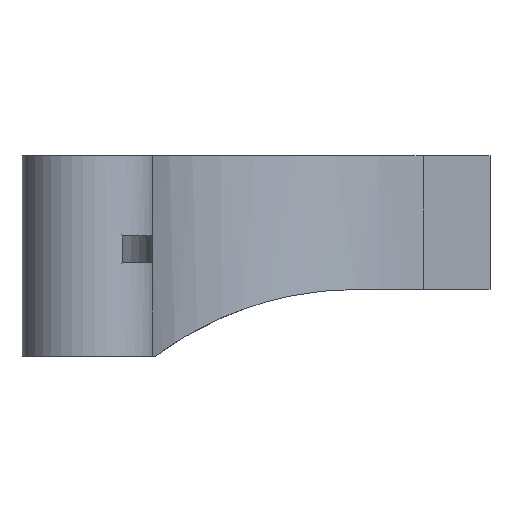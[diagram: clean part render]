
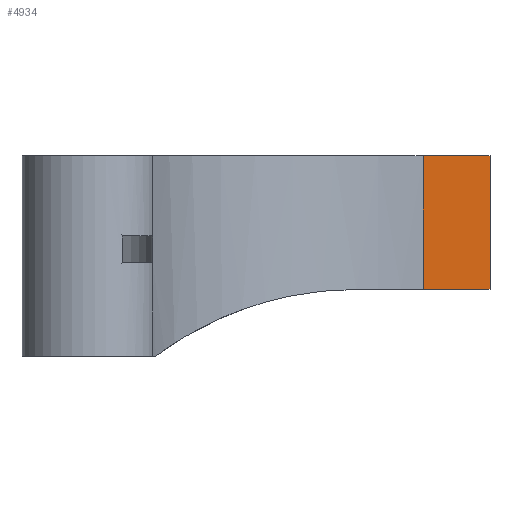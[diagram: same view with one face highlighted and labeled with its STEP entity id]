
A CAD part, left-side view. The second image highlights one B-rep face of the part: STEP entity #4934.
In plain terms, the highlighted planar face has unit normal (-1, 0, 0).
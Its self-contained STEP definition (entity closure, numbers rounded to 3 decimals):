
#291 = PLANE('',#292);
#292 = AXIS2_PLACEMENT_3D('',#293,#294,#295);
#293 = CARTESIAN_POINT('',(0.,60.,30.));
#294 = DIRECTION('',(0.,0.,1.));
#295 = DIRECTION('',(1.,0.,0.));
#1178 = VERTEX_POINT('',#1179);
#1179 = CARTESIAN_POINT('',(-20.,10.,30.));
#1194 = CYLINDRICAL_SURFACE('',#1195,42.284);
#1195 = AXIS2_PLACEMENT_3D('',#1196,#1197,#1198);
#1196 = CARTESIAN_POINT('',(-62.284,10.,0.));
#1197 = DIRECTION('',(0.,0.,-1.));
#1198 = DIRECTION('',(1.,0.,0.));
#1206 = EDGE_CURVE('',#1178,#1207,#1209,.T.);
#1207 = VERTEX_POINT('',#1208);
#1208 = CARTESIAN_POINT('',(-20.,0.,30.));
#1209 = SURFACE_CURVE('',#1210,(#1214,#1221),.PCURVE_S1.);
#1210 = LINE('',#1211,#1212);
#1211 = CARTESIAN_POINT('',(-20.,10.,30.));
#1212 = VECTOR('',#1213,1.);
#1213 = DIRECTION('',(0.,-1.,0.));
#1214 = PCURVE('',#291,#1215);
#1215 = DEFINITIONAL_REPRESENTATION('',(#1216),#1220);
#1216 = LINE('',#1217,#1218);
#1217 = CARTESIAN_POINT('',(-20.,-50.));
#1218 = VECTOR('',#1219,1.);
#1219 = DIRECTION('',(0.,-1.));
#1220 = ( GEOMETRIC_REPRESENTATION_CONTEXT(2) 
PARAMETRIC_REPRESENTATION_CONTEXT() REPRESENTATION_CONTEXT('2D SPACE',''
  ) );
#1221 = PCURVE('',#1222,#1227);
#1222 = PLANE('',#1223);
#1223 = AXIS2_PLACEMENT_3D('',#1224,#1225,#1226);
#1224 = CARTESIAN_POINT('',(-20.,10.,0.));
#1225 = DIRECTION('',(1.,0.,0.));
#1226 = DIRECTION('',(0.,-1.,0.));
#1227 = DEFINITIONAL_REPRESENTATION('',(#1228),#1232);
#1228 = LINE('',#1229,#1230);
#1229 = CARTESIAN_POINT('',(0.,-30.));
#1230 = VECTOR('',#1231,1.);
#1231 = DIRECTION('',(1.,0.));
#1232 = ( GEOMETRIC_REPRESENTATION_CONTEXT(2) 
PARAMETRIC_REPRESENTATION_CONTEXT() REPRESENTATION_CONTEXT('2D SPACE',''
  ) );
#1248 = PLANE('',#1249);
#1249 = AXIS2_PLACEMENT_3D('',#1250,#1251,#1252);
#1250 = CARTESIAN_POINT('',(0.,0.,0.));
#1251 = DIRECTION('',(0.,-1.,0.));
#1252 = DIRECTION('',(-1.,0.,0.));
#4807 = VERTEX_POINT('',#4808);
#4808 = CARTESIAN_POINT('',(-20.,10.,10.));
#4823 = PLANE('',#4824);
#4824 = AXIS2_PLACEMENT_3D('',#4825,#4826,#4827);
#4825 = CARTESIAN_POINT('',(0.,0.,10.));
#4826 = DIRECTION('',(0.,0.,-1.));
#4827 = DIRECTION('',(0.,1.,0.));
#4835 = EDGE_CURVE('',#4807,#1178,#4836,.T.);
#4836 = SURFACE_CURVE('',#4837,(#4841,#4848),.PCURVE_S1.);
#4837 = LINE('',#4838,#4839);
#4838 = CARTESIAN_POINT('',(-20.,10.,0.));
#4839 = VECTOR('',#4840,1.);
#4840 = DIRECTION('',(0.,0.,1.));
#4841 = PCURVE('',#1194,#4842);
#4842 = DEFINITIONAL_REPRESENTATION('',(#4843),#4847);
#4843 = LINE('',#4844,#4845);
#4844 = CARTESIAN_POINT('',(0.,0.));
#4845 = VECTOR('',#4846,1.);
#4846 = DIRECTION('',(0.,-1.));
#4847 = ( GEOMETRIC_REPRESENTATION_CONTEXT(2) 
PARAMETRIC_REPRESENTATION_CONTEXT() REPRESENTATION_CONTEXT('2D SPACE',''
  ) );
#4848 = PCURVE('',#1222,#4849);
#4849 = DEFINITIONAL_REPRESENTATION('',(#4850),#4854);
#4850 = LINE('',#4851,#4852);
#4851 = CARTESIAN_POINT('',(0.,0.));
#4852 = VECTOR('',#4853,1.);
#4853 = DIRECTION('',(0.,-1.));
#4854 = ( GEOMETRIC_REPRESENTATION_CONTEXT(2) 
PARAMETRIC_REPRESENTATION_CONTEXT() REPRESENTATION_CONTEXT('2D SPACE',''
  ) );
#4934 = ADVANCED_FACE('',(#4935),#1222,.F.);
#4935 = FACE_BOUND('',#4936,.F.);
#4936 = EDGE_LOOP('',(#4937,#4960,#4979,#4980));
#4937 = ORIENTED_EDGE('',*,*,#4938,.F.);
#4938 = EDGE_CURVE('',#4939,#1207,#4941,.T.);
#4939 = VERTEX_POINT('',#4940);
#4940 = CARTESIAN_POINT('',(-20.,0.,10.));
#4941 = SURFACE_CURVE('',#4942,(#4946,#4953),.PCURVE_S1.);
#4942 = LINE('',#4943,#4944);
#4943 = CARTESIAN_POINT('',(-20.,0.,0.));
#4944 = VECTOR('',#4945,1.);
#4945 = DIRECTION('',(0.,0.,1.));
#4946 = PCURVE('',#1222,#4947);
#4947 = DEFINITIONAL_REPRESENTATION('',(#4948),#4952);
#4948 = LINE('',#4949,#4950);
#4949 = CARTESIAN_POINT('',(10.,0.));
#4950 = VECTOR('',#4951,1.);
#4951 = DIRECTION('',(0.,-1.));
#4952 = ( GEOMETRIC_REPRESENTATION_CONTEXT(2) 
PARAMETRIC_REPRESENTATION_CONTEXT() REPRESENTATION_CONTEXT('2D SPACE',''
  ) );
#4953 = PCURVE('',#1248,#4954);
#4954 = DEFINITIONAL_REPRESENTATION('',(#4955),#4959);
#4955 = LINE('',#4956,#4957);
#4956 = CARTESIAN_POINT('',(20.,0.));
#4957 = VECTOR('',#4958,1.);
#4958 = DIRECTION('',(0.,-1.));
#4959 = ( GEOMETRIC_REPRESENTATION_CONTEXT(2) 
PARAMETRIC_REPRESENTATION_CONTEXT() REPRESENTATION_CONTEXT('2D SPACE',''
  ) );
#4960 = ORIENTED_EDGE('',*,*,#4961,.T.);
#4961 = EDGE_CURVE('',#4939,#4807,#4962,.T.);
#4962 = SURFACE_CURVE('',#4963,(#4967,#4973),.PCURVE_S1.);
#4963 = LINE('',#4964,#4965);
#4964 = CARTESIAN_POINT('',(-20.,5.,10.));
#4965 = VECTOR('',#4966,1.);
#4966 = DIRECTION('',(0.,1.,0.));
#4967 = PCURVE('',#1222,#4968);
#4968 = DEFINITIONAL_REPRESENTATION('',(#4969),#4972);
#4969 = B_SPLINE_CURVE_WITH_KNOTS('',1,(#4970,#4971),.UNSPECIFIED.,.F.,
  .F.,(2,2),(-5.,5.),.PIECEWISE_BEZIER_KNOTS.);
#4970 = CARTESIAN_POINT('',(10.,-10.));
#4971 = CARTESIAN_POINT('',(0.,-10.));
#4972 = ( GEOMETRIC_REPRESENTATION_CONTEXT(2) 
PARAMETRIC_REPRESENTATION_CONTEXT() REPRESENTATION_CONTEXT('2D SPACE',''
  ) );
#4973 = PCURVE('',#4823,#4974);
#4974 = DEFINITIONAL_REPRESENTATION('',(#4975),#4978);
#4975 = B_SPLINE_CURVE_WITH_KNOTS('',1,(#4976,#4977),.UNSPECIFIED.,.F.,
  .F.,(2,2),(-5.,5.),.PIECEWISE_BEZIER_KNOTS.);
#4976 = CARTESIAN_POINT('',(0.,-20.));
#4977 = CARTESIAN_POINT('',(10.,-20.));
#4978 = ( GEOMETRIC_REPRESENTATION_CONTEXT(2) 
PARAMETRIC_REPRESENTATION_CONTEXT() REPRESENTATION_CONTEXT('2D SPACE',''
  ) );
#4979 = ORIENTED_EDGE('',*,*,#4835,.T.);
#4980 = ORIENTED_EDGE('',*,*,#1206,.T.);
